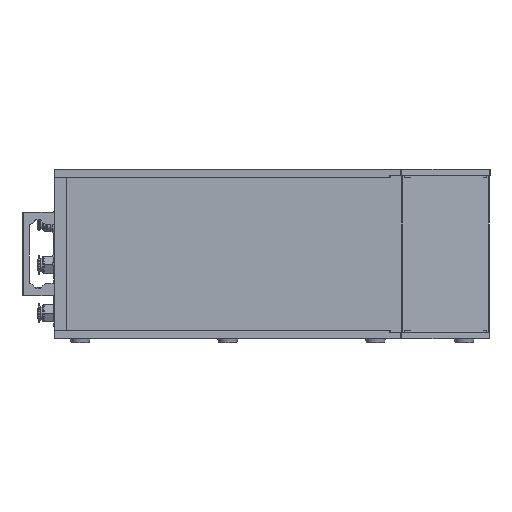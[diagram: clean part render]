
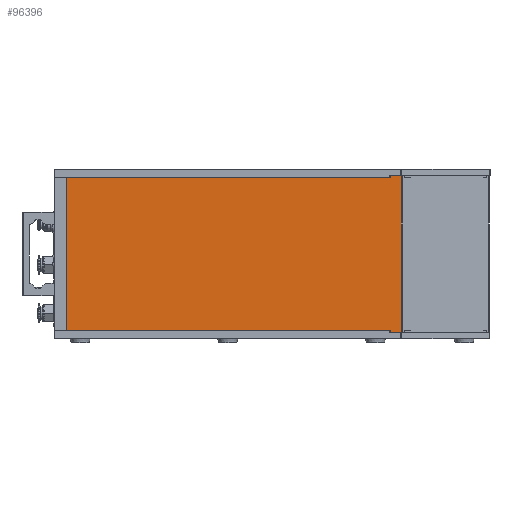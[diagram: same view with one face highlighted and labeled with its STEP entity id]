
A CAD part, front view. The second image highlights one B-rep face of the part: STEP entity #96396.
In plain terms, the highlighted planar face has unit normal (0, -1, 0).
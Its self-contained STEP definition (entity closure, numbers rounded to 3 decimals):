
#32501=CIRCLE('',#93615,3.15);
#36209=ORIENTED_EDGE('',*,*,#46525,.T.);
#36210=ORIENTED_EDGE('',*,*,#46504,.F.);
#36211=ORIENTED_EDGE('',*,*,#46524,.F.);
#36212=ORIENTED_EDGE('',*,*,#46492,.F.);
#36213=ORIENTED_EDGE('',*,*,#46526,.F.);
#40668=VECTOR('',#56315,1.);
#40677=VECTOR('',#56336,1.);
#40690=VECTOR('',#56379,1.);
#40691=VECTOR('',#56382,1.);
#42099=LINE('',#63361,#40668);
#42108=LINE('',#63385,#40677);
#42121=LINE('',#63424,#40690);
#42122=LINE('',#63426,#40691);
#43801=VERTEX_POINT('',#63358);
#43802=VERTEX_POINT('',#63360);
#43810=VERTEX_POINT('',#63382);
#43811=VERTEX_POINT('',#63384);
#43823=VERTEX_POINT('',#63427);
#46492=EDGE_CURVE('',#43801,#43802,#42099,.T.);
#46504=EDGE_CURVE('',#43810,#43811,#42108,.T.);
#46524=EDGE_CURVE('',#43802,#43810,#42121,.T.);
#46525=EDGE_CURVE('',#43801,#43811,#42122,.T.);
#46526=EDGE_CURVE('',#43823,#43823,#32501,.T.);
#49338=EDGE_LOOP('',(#36209,#36210,#36211,#36212));
#49339=EDGE_LOOP('',(#36213));
#51678=FACE_BOUND('',#49338,.T.);
#51679=FACE_BOUND('',#49339,.T.);
#56315=DIRECTION('',(-424.147,0.,0.));
#56336=DIRECTION('',(424.147,0.,0.));
#56379=DIRECTION('',(0.,0.,194.5));
#56380=DIRECTION('',(0.,-1.,0.));
#56381=DIRECTION('',(-1.,0.,0.));
#56382=DIRECTION('',(0.,0.,194.5));
#56383=DIRECTION('',(0.,-1.,0.));
#56384=DIRECTION('',(0.,0.,3.15));
#63358=CARTESIAN_POINT('',(411.636,-192.25,0.));
#63360=CARTESIAN_POINT('',(-12.511,-192.25,0.));
#63361=CARTESIAN_POINT('',(411.636,-192.25,0.));
#63382=CARTESIAN_POINT('',(-12.511,-192.25,194.5));
#63384=CARTESIAN_POINT('',(411.636,-192.25,194.5));
#63385=CARTESIAN_POINT('',(-12.511,-192.25,194.5));
#63424=CARTESIAN_POINT('',(-12.511,-192.25,0.));
#63425=CARTESIAN_POINT('',(411.636,-192.25,0.));
#63426=CARTESIAN_POINT('',(411.636,-192.25,0.));
#63427=CARTESIAN_POINT('',(-7.011,-192.25,100.65));
#63428=CARTESIAN_POINT('',(-7.011,-192.25,97.5));
#93614=AXIS2_PLACEMENT_3D('',#63425,#56380,#56381);
#93615=AXIS2_PLACEMENT_3D('',#63428,#56383,#56384);
#95472=PLANE('',#93614);
#96396=ADVANCED_FACE('',(#51678,#51679),#95472,.T.);
